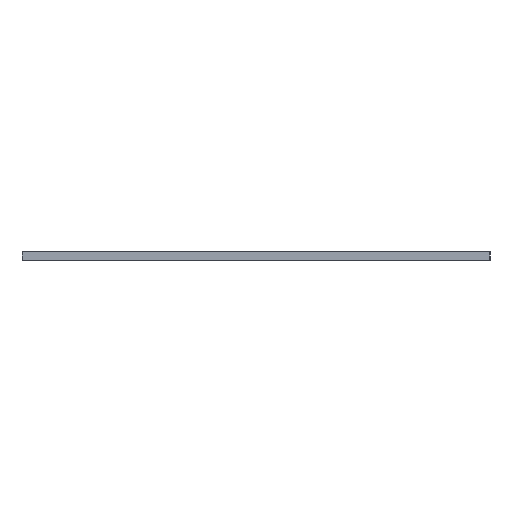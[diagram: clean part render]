
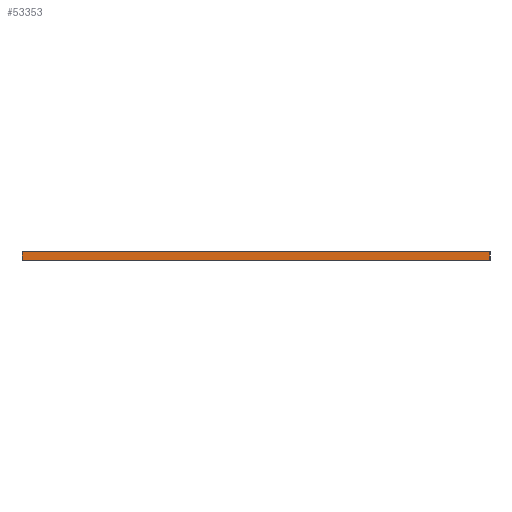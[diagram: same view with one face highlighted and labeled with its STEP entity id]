
A CAD part, left-side view. The second image highlights one B-rep face of the part: STEP entity #53353.
In plain terms, the highlighted planar face has unit normal (-1, 0, 0).
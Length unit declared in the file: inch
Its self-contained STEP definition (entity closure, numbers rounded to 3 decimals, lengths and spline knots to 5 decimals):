
#19 = DIRECTION ( 'NONE',  ( 0., 0., -1. ) ) ;
#1067 = VECTOR ( 'NONE', #8907, 39.37008 ) ;
#2328 = EDGE_CURVE ( 'NONE', #49839, #16682, #22369, .T. ) ;
#2677 = VERTEX_POINT ( 'NONE', #28394 ) ;
#3009 = VECTOR ( 'NONE', #19, 39.37008 ) ;
#3366 = DIRECTION ( 'NONE',  ( 0., -1., 0. ) ) ;
#3977 = DIRECTION ( 'NONE',  ( 0., 0., 1. ) ) ;
#8753 = ORIENTED_EDGE ( 'NONE', *, *, #23330, .F. ) ;
#8895 = CARTESIAN_POINT ( 'NONE',  ( 0., 3.37, -0.06183 ) ) ;
#8907 = DIRECTION ( 'NONE',  ( 0., 0., -1. ) ) ;
#12789 = ORIENTED_EDGE ( 'NONE', *, *, #2328, .T. ) ;
#13157 = ORIENTED_EDGE ( 'NONE', *, *, #35417, .T. ) ;
#14348 = LINE ( 'NONE', #33929, #3009 ) ;
#15730 = CARTESIAN_POINT ( 'NONE',  ( 0., 3.37, 0. ) ) ;
#16682 = VERTEX_POINT ( 'NONE', #37693 ) ;
#18529 = ORIENTED_EDGE ( 'NONE', *, *, #19996, .F. ) ;
#19996 = EDGE_CURVE ( 'NONE', #43349, #2677, #31292, .T. ) ;
#20190 = CARTESIAN_POINT ( 'NONE',  ( 0., 3.37, 0. ) ) ;
#22369 = LINE ( 'NONE', #8895, #35027 ) ;
#22665 = DIRECTION ( 'NONE',  ( 0., -1., 0. ) ) ;
#23330 = EDGE_CURVE ( 'NONE', #2677, #16682, #14348, .T. ) ;
#28394 = CARTESIAN_POINT ( 'NONE',  ( 0., 0., 0. ) ) ;
#28885 = CARTESIAN_POINT ( 'NONE',  ( 0., 3.37, 0. ) ) ;
#29181 = EDGE_LOOP ( 'NONE', ( #13157, #12789, #8753, #18529 ) ) ;
#31292 = LINE ( 'NONE', #28885, #52620 ) ;
#31760 = LINE ( 'NONE', #51920, #1067 ) ;
#32940 = AXIS2_PLACEMENT_3D ( 'NONE', #20190, #46447, #3977 ) ;
#33929 = CARTESIAN_POINT ( 'NONE',  ( 0., 0., 0. ) ) ;
#35027 = VECTOR ( 'NONE', #22665, 39.37008 ) ;
#35417 = EDGE_CURVE ( 'NONE', #43349, #49839, #31760, .T. ) ;
#37693 = CARTESIAN_POINT ( 'NONE',  ( 0., 0., -0.06183 ) ) ;
#39083 = FACE_OUTER_BOUND ( 'NONE', #29181, .T. ) ;
#43349 = VERTEX_POINT ( 'NONE', #15730 ) ;
#46073 = PLANE ( 'NONE',  #32940 ) ;
#46447 = DIRECTION ( 'NONE',  ( -1., 0., 0. ) ) ;
#49839 = VERTEX_POINT ( 'NONE', #52933 ) ;
#51920 = CARTESIAN_POINT ( 'NONE',  ( 0., 3.37, 0. ) ) ;
#52620 = VECTOR ( 'NONE', #3366, 39.37008 ) ;
#52933 = CARTESIAN_POINT ( 'NONE',  ( 0., 3.37, -0.06183 ) ) ;
#53353 = ADVANCED_FACE ( 'NONE', ( #39083 ), #46073, .T. ) ;
